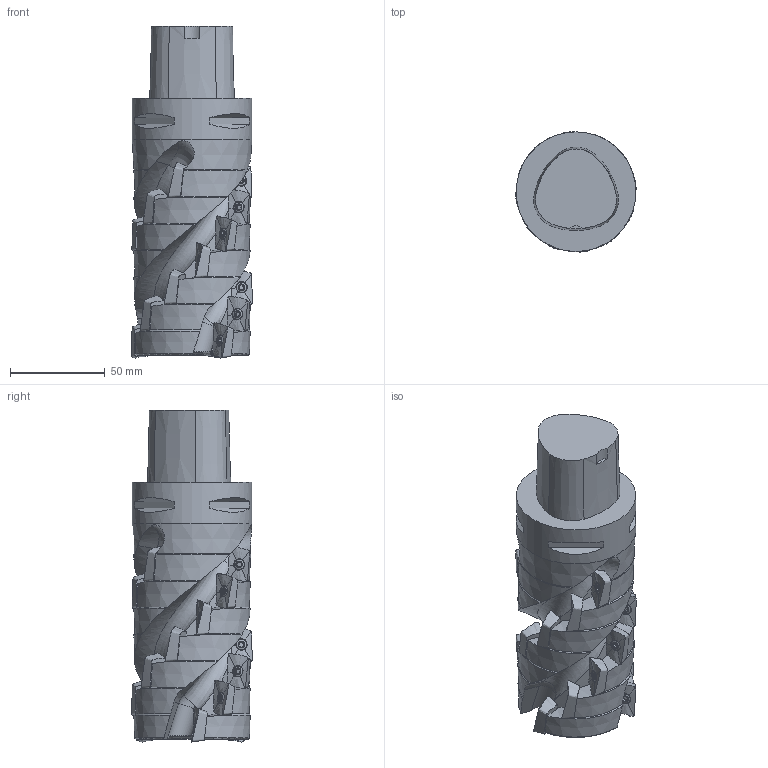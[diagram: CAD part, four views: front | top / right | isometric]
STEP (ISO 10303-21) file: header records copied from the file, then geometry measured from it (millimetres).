
FILE_DESCRIPTION(/* description */ (''),/* implementation_level */ '2;1');
FILE_NAME(/* name */ '1588325552492.stp',/* time_stamp */ '2020-05-01T15:03:13+06:00',/* author */ (''),/* organization */ ('SMS'),/* preprocessor_version */ 'ST-DEVELOPER v16.7',/* originating_system */ 'SIEMENS PLM Software NX 12.0',/* authorisation */ '');
FILE_SCHEMA (('AUTOMOTIVE_DESIGN { 1 0 10303 214 3 1 1 1 }'));
Products named in the file (4): ASSEMBLY_CONSTRUCTION; 202613866mod000_01; 202981653mod000_00; 202981651mod000_00
Assembly tree (23 placements, depth 2):
  202981651mod000_00
    202981653mod000_00
    202613866mod000_01  x21
    ASSEMBLY_CONSTRUCTION
Bounding box: 63.46 x 63.42 x 174.75 mm (x, y, z)
Volume: 372501.4 mm3; surface area: 59802.9 mm2
Topology: 22 solids, 22 shells, 844 faces, 2232 edges, 1547 vertices
Faces by surface type: extrusion 252, bspline 192, plane 127, cone 103, torus 96, cylinder 68, revolution 6
Full cylindrical faces by diameter (mm): 3.5 x21, 4.15 x21, 5.5 x21, 63 x1
Entity records: 65797 total; most frequent: CARTESIAN_POINT 49798, DIRECTION 3358, ORIENTED_EDGE 3026, EDGE_CURVE 1513, AXIS2_PLACEMENT_3D 1407, VERTEX_POINT 1093, EDGE_LOOP 826, ELLIPSE 797
